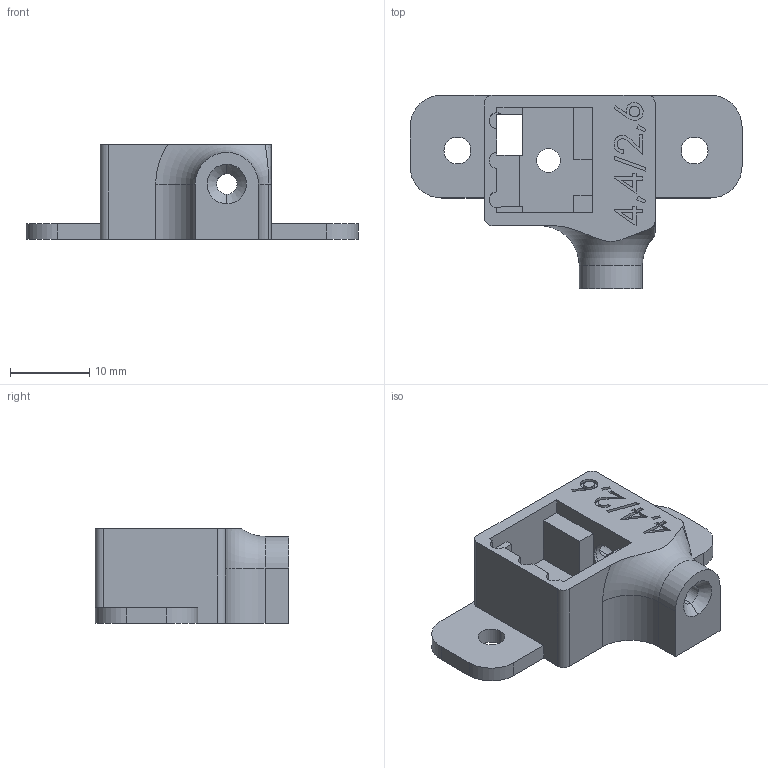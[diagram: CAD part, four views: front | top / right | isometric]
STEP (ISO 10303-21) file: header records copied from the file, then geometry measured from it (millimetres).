
FILE_DESCRIPTION (( 'STEP AP214' ), '1' );
FILE_NAME ('FS1_44_26.STEP', '2020-07-24T09:43:18', ( '' ), ( '' ), 'SwSTEP 2.0', 'SolidWorks 2018', '' );
FILE_SCHEMA (( 'AUTOMOTIVE_DESIGN' ));
Length unit declared in the file: millimetre
Products named in the file (1): FS1_44_26
Bounding box: 42 x 24.5 x 12 mm (x, y, z)
Volume: 4150.1 mm3; surface area: 3135.9 mm2
Topology: 1 solids, 1 shells, 142 faces, 386 edges, 256 vertices
Faces by surface type: plane 97, cylinder 22, bspline 16, cone 4, sphere 2, torus 1
Entity records: 5436 total; most frequent: CARTESIAN_POINT 1873, ORIENTED_EDGE 764, DIRECTION 655, EDGE_CURVE 382, LINE 291, VECTOR 291, VERTEX_POINT 254, AXIS2_PLACEMENT_3D 182
